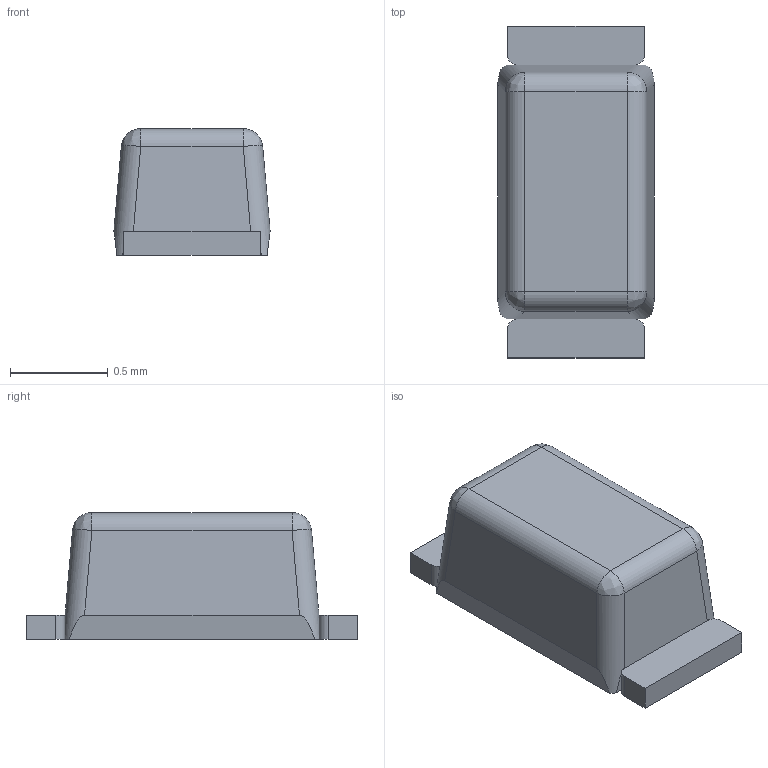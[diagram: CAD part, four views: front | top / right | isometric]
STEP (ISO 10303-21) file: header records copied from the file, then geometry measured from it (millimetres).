
FILE_DESCRIPTION (( 'STEP AP214' ), '1' );
FILE_NAME ('C2B25A49-3146-4B2B-8A2F-128E9160FBCC.STEP', '2023-02-08T01:27:23', ( '' ), ( '' ), 'SwSTEP 2.0', 'SolidWorks 2022', '' );
FILE_SCHEMA (( 'AUTOMOTIVE_DESIGN' ));
Length unit declared in the file: millimetre
Products named in the file (1): C2B25A49-3146-4B2B-8A2F-128E9160FBCC
Bounding box: 0.8 x 1.7 x 0.65 mm (x, y, z)
Volume: 0.2 mm3; surface area: 8.7 mm2
Topology: 1 solids, 2 shells, 59 faces, 130 edges, 76 vertices
Faces by surface type: plane 31, cylinder 20, bspline 8
Entity records: 2356 total; most frequent: CARTESIAN_POINT 455, ORIENTED_EDGE 260, DIRECTION 243, EDGE_CURVE 130, AXIS2_PLACEMENT_3D 84, VERTEX_POINT 76, LINE 75, VECTOR 75
